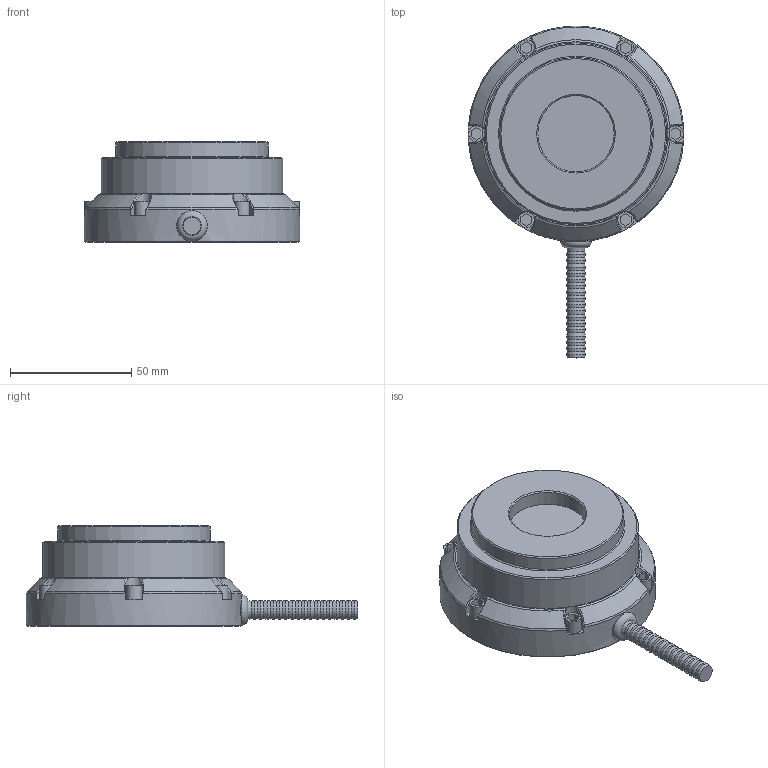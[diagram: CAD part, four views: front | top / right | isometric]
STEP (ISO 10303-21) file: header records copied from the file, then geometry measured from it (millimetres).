
FILE_DESCRIPTION(/* description */ (''),/* implementation_level */ '2;1');
FILE_NAME(/* name */ 'Force Sensor v2.step',/* time_stamp */ '2022-05-15T20:57:35+02:00',/* author */ (''),/* organization */ (''),/* preprocessor_version */ 'ST-DEVELOPER v18.1',/* originating_system */ 'Autodesk Translation Framework v10.14.0.1471',/* authorisation */ '');
FILE_SCHEMA (('AUTOMOTIVE_DESIGN { 1 0 10303 214 3 1 1 }'));
Length unit declared in the file: millimetre
Products named in the file (3): Force Sensor; Component1; Component2
Assembly tree (2 placements, depth 2):
  Force Sensor
    Component1
    Component2
Bounding box: 89 x 137 x 41.5 mm (x, y, z)
Volume: 190020.9 mm3; surface area: 25761.6 mm2
Topology: 2 solids, 2 shells, 198 faces, 477 edges, 298 vertices
Faces by surface type: plane 82, cone 59, bspline 36, cylinder 20, torus 1
Full cylindrical faces by diameter (mm): 6.5 x6, 12.6 x1, 31.5 x1, 63 x2, 75 x1, 89 x1
Entity records: 6707 total; most frequent: CARTESIAN_POINT 2255, ORIENTED_EDGE 954, DIRECTION 814, EDGE_CURVE 477, VERTEX_POINT 298, AXIS2_PLACEMENT_3D 295, LINE 224, VECTOR 224
